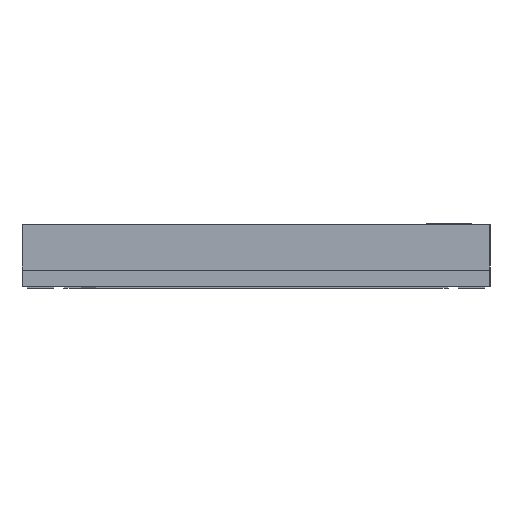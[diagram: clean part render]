
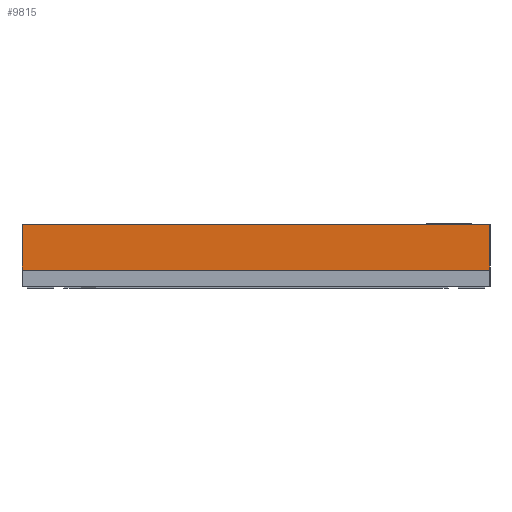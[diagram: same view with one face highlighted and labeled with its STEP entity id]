
A CAD part, left-side view. The second image highlights one B-rep face of the part: STEP entity #9815.
In plain terms, the highlighted planar face has unit normal (-1, 0, 0).
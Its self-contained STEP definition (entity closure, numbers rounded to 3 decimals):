
#2905 = EDGE_CURVE ( 'NONE', #8964, #14182, #19021, .T. ) ;
#3173 = ORIENTED_EDGE ( 'NONE', *, *, #21901, .F. ) ;
#3291 = DIRECTION ( 'NONE',  ( 0., -1., 0. ) ) ;
#4173 = CARTESIAN_POINT ( 'NONE',  ( -3.5, -3.5, 0.68 ) ) ;
#4596 = CARTESIAN_POINT ( 'NONE',  ( -3.5, -3.5, 0.68 ) ) ;
#5017 = CARTESIAN_POINT ( 'NONE',  ( -3.5, 3.5, 0.68 ) ) ;
#5432 = DIRECTION ( 'NONE',  ( 0., -1., 0. ) ) ;
#8606 = VERTEX_POINT ( 'NONE', #4173 ) ;
#8638 = PLANE ( 'NONE',  #10471 ) ;
#8764 = VECTOR ( 'NONE', #13433, 1000. ) ;
#8964 = VERTEX_POINT ( 'NONE', #17238 ) ;
#9815 = ADVANCED_FACE ( 'NONE', ( #13792 ), #8638, .F. ) ;
#10127 = ORIENTED_EDGE ( 'NONE', *, *, #11727, .T. ) ;
#10471 = AXIS2_PLACEMENT_3D ( 'NONE', #14134, #21024, #20684 ) ;
#10986 = EDGE_LOOP ( 'NONE', ( #15491, #3173, #13282, #10127 ) ) ;
#11030 = LINE ( 'NONE', #4596, #18771 ) ;
#11148 = CARTESIAN_POINT ( 'NONE',  ( -3.5, -3.5, 0. ) ) ;
#11478 = DIRECTION ( 'NONE',  ( 0., 0., -1. ) ) ;
#11727 = EDGE_CURVE ( 'NONE', #16535, #8964, #17130, .T. ) ;
#12924 = VECTOR ( 'NONE', #3291, 1000. ) ;
#13282 = ORIENTED_EDGE ( 'NONE', *, *, #18322, .F. ) ;
#13405 = LINE ( 'NONE', #16763, #12924 ) ;
#13433 = DIRECTION ( 'NONE',  ( 0., 0., -1. ) ) ;
#13792 = FACE_OUTER_BOUND ( 'NONE', #10986, .T. ) ;
#14077 = CARTESIAN_POINT ( 'NONE',  ( -3.5, 3.5, 0. ) ) ;
#14134 = CARTESIAN_POINT ( 'NONE',  ( -3.5, 3.5, 0.68 ) ) ;
#14182 = VERTEX_POINT ( 'NONE', #11148 ) ;
#15491 = ORIENTED_EDGE ( 'NONE', *, *, #2905, .T. ) ;
#16535 = VERTEX_POINT ( 'NONE', #17538 ) ;
#16763 = CARTESIAN_POINT ( 'NONE',  ( -3.5, 3.5, 0.68 ) ) ;
#17130 = LINE ( 'NONE', #5017, #8764 ) ;
#17238 = CARTESIAN_POINT ( 'NONE',  ( -3.5, 3.5, 0. ) ) ;
#17538 = CARTESIAN_POINT ( 'NONE',  ( -3.5, 3.5, 0.68 ) ) ;
#18322 = EDGE_CURVE ( 'NONE', #16535, #8606, #13405, .T. ) ;
#18771 = VECTOR ( 'NONE', #11478, 1000. ) ;
#19021 = LINE ( 'NONE', #14077, #21253 ) ;
#20684 = DIRECTION ( 'NONE',  ( 0., 1., 0. ) ) ;
#21024 = DIRECTION ( 'NONE',  ( 1., 0., 0. ) ) ;
#21253 = VECTOR ( 'NONE', #5432, 1000. ) ;
#21901 = EDGE_CURVE ( 'NONE', #8606, #14182, #11030, .T. ) ;
